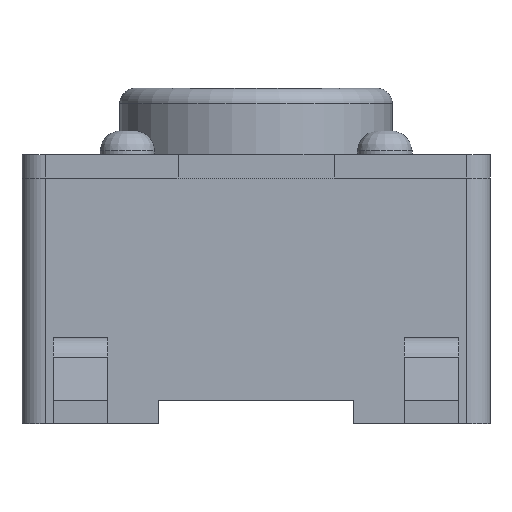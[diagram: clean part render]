
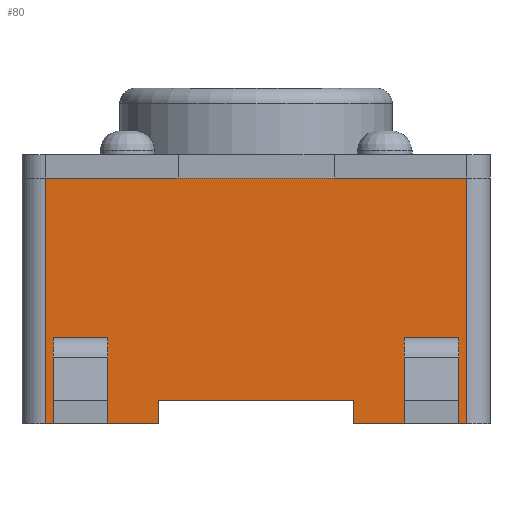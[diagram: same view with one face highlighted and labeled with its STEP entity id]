
A CAD part, left-side view. The second image highlights one B-rep face of the part: STEP entity #80.
In plain terms, the highlighted planar face has unit normal (-1, 0, 0).
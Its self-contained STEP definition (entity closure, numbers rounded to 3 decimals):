
#13=DIRECTION('',(0.,0.,1.));
#22=VERTEX_POINT('',#23);
#23=CARTESIAN_POINT('',(-3.,-2.7,0.));
#30=DIRECTION('',(0.,-1.,0.));
#38=DIRECTION('',(1.,0.,0.));
#44=VECTOR('',#45,1.);
#45=DIRECTION('',(0.,1.,0.));
#48=VERTEX_POINT('',#49);
#49=CARTESIAN_POINT('',(-3.,-1.25,0.));
#52=EDGE_CURVE('',#48,#22,#53,.T.);
#53=LINE('',#54,#55);
#54=CARTESIAN_POINT('',(-3.,3.,0.));
#55=VECTOR('',#30,1.);
#66=VECTOR('',#13,1.);
#69=VERTEX_POINT('',#70);
#70=CARTESIAN_POINT('',(-3.,-2.7,3.15));
#74=ORIENTED_EDGE('',*,*,#75,.F.);
#75=EDGE_CURVE('',#22,#69,#76,.T.);
#76=LINE('',#23,#66);
#80=ADVANCED_FACE('',(#81,#120,#144),#166,.F.);
#81=FACE_BOUND('',#82,.F.);
#82=EDGE_LOOP('',(#83,#89,#94,#100,#104,#74,#106,#107,#112,#117));
#83=ORIENTED_EDGE('',*,*,#84,.F.);
#84=EDGE_CURVE('',#85,#87,#53,.T.);
#85=VERTEX_POINT('',#86);
#86=CARTESIAN_POINT('',(-3.,2.7,0.));
#87=VERTEX_POINT('',#88);
#88=CARTESIAN_POINT('',(-3.,1.25,0.));
#89=ORIENTED_EDGE('',*,*,#90,.T.);
#90=EDGE_CURVE('',#85,#91,#93,.T.);
#91=VERTEX_POINT('',#92);
#92=CARTESIAN_POINT('',(-3.,2.7,3.15));
#93=LINE('',#86,#66);
#94=ORIENTED_EDGE('',*,*,#95,.T.);
#95=EDGE_CURVE('',#91,#96,#98,.T.);
#96=VERTEX_POINT('',#97);
#97=CARTESIAN_POINT('',(-3.,1.,3.15));
#98=LINE('',#99,#55);
#99=CARTESIAN_POINT('',(-3.,3.,3.15));
#100=ORIENTED_EDGE('',*,*,#101,.T.);
#101=EDGE_CURVE('',#96,#102,#98,.T.);
#102=VERTEX_POINT('',#103);
#103=CARTESIAN_POINT('',(-3.,-1.,3.15));
#104=ORIENTED_EDGE('',*,*,#105,.T.);
#105=EDGE_CURVE('',#102,#69,#98,.T.);
#106=ORIENTED_EDGE('',*,*,#52,.F.);
#107=ORIENTED_EDGE('',*,*,#108,.T.);
#108=EDGE_CURVE('',#48,#109,#111,.T.);
#109=VERTEX_POINT('',#110);
#110=CARTESIAN_POINT('',(-3.,-1.25,0.3));
#111=LINE('',#49,#66);
#112=ORIENTED_EDGE('',*,*,#113,.T.);
#113=EDGE_CURVE('',#109,#114,#116,.T.);
#114=VERTEX_POINT('',#115);
#115=CARTESIAN_POINT('',(-3.,1.25,0.3));
#116=LINE('',#110,#44);
#117=ORIENTED_EDGE('',*,*,#118,.F.);
#118=EDGE_CURVE('',#87,#114,#119,.T.);
#119=LINE('',#88,#66);
#120=FACE_BOUND('',#121,.F.);
#121=EDGE_LOOP('',(#122,#129,#136,#141));
#122=ORIENTED_EDGE('',*,*,#123,.F.);
#123=EDGE_CURVE('',#124,#126,#128,.T.);
#124=VERTEX_POINT('',#125);
#125=CARTESIAN_POINT('',(-3.,2.6,0.8));
#126=VERTEX_POINT('',#127);
#127=CARTESIAN_POINT('',(-3.,2.6,1.1));
#128=LINE('',#125,#66);
#129=ORIENTED_EDGE('',*,*,#130,.T.);
#130=EDGE_CURVE('',#124,#131,#133,.T.);
#131=VERTEX_POINT('',#132);
#132=CARTESIAN_POINT('',(-3.,1.9,0.8));
#133=LINE('',#125,#134);
#134=VECTOR('',#135,1.);
#135=DIRECTION('',(0.,-1.,0.));
#136=ORIENTED_EDGE('',*,*,#137,.T.);
#137=EDGE_CURVE('',#131,#138,#140,.T.);
#138=VERTEX_POINT('',#139);
#139=CARTESIAN_POINT('',(-3.,1.9,1.1));
#140=LINE('',#132,#66);
#141=ORIENTED_EDGE('',*,*,#142,.F.);
#142=EDGE_CURVE('',#126,#138,#143,.T.);
#143=LINE('',#127,#134);
#144=FACE_BOUND('',#145,.F.);
#145=EDGE_LOOP('',(#146,#153,#158,#163));
#146=ORIENTED_EDGE('',*,*,#147,.F.);
#147=EDGE_CURVE('',#148,#150,#152,.T.);
#148=VERTEX_POINT('',#149);
#149=CARTESIAN_POINT('',(-3.,-1.9,0.8));
#150=VERTEX_POINT('',#151);
#151=CARTESIAN_POINT('',(-3.,-1.9,1.1));
#152=LINE('',#149,#66);
#153=ORIENTED_EDGE('',*,*,#154,.T.);
#154=EDGE_CURVE('',#148,#155,#157,.T.);
#155=VERTEX_POINT('',#156);
#156=CARTESIAN_POINT('',(-3.,-2.6,0.8));
#157=LINE('',#149,#134);
#158=ORIENTED_EDGE('',*,*,#159,.T.);
#159=EDGE_CURVE('',#155,#160,#162,.T.);
#160=VERTEX_POINT('',#161);
#161=CARTESIAN_POINT('',(-3.,-2.6,1.1));
#162=LINE('',#156,#66);
#163=ORIENTED_EDGE('',*,*,#164,.F.);
#164=EDGE_CURVE('',#150,#160,#165,.T.);
#165=LINE('',#151,#134);
#166=PLANE('',#167);
#167=AXIS2_PLACEMENT_3D('',#54,#38,#30);
